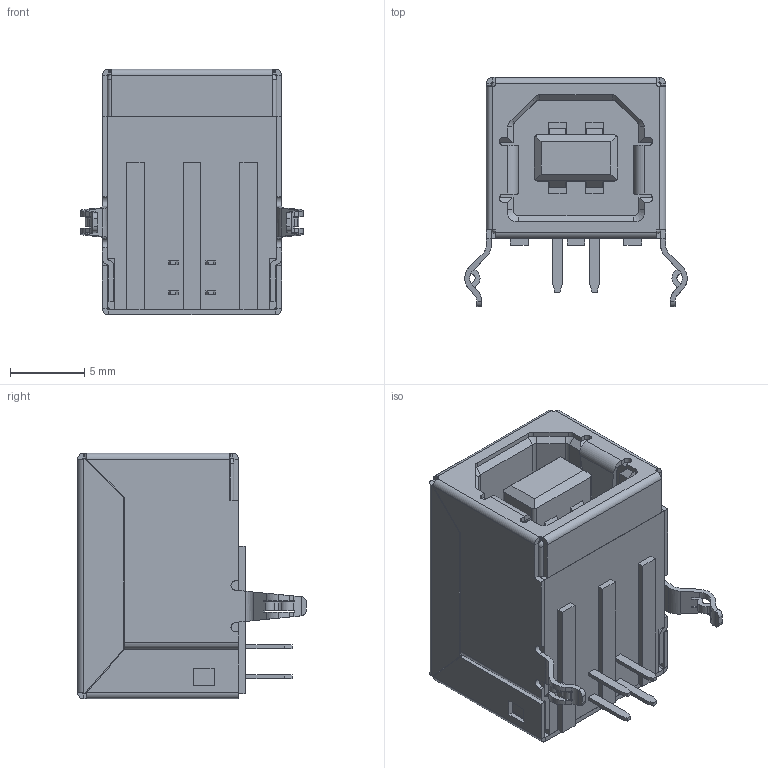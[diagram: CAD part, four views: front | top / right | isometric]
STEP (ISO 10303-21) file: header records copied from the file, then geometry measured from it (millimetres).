
FILE_DESCRIPTION (( 'STEP AP214' ), '1' );
FILE_NAME ('SS-52300-001.STEP', '2020-12-04T07:36:47', ( '' ), ( '' ), 'SwSTEP 2.0', 'SolidWorks 2017', '' );
FILE_SCHEMA (( 'AUTOMOTIVE_DESIGN' ));
Length unit declared in the file: millimetre
Products named in the file (2): SS-52300-001
Assembly tree (1 placements, depth 2):
  SS-52300-001
    SS-52300-001
Bounding box: 14.93 x 15.37 x 16.5 mm (x, y, z)
Volume: 1683.6 mm3; surface area: 3176.2 mm2
Topology: 10 solids, 10 shells, 459 faces, 1202 edges, 754 vertices
Faces by surface type: plane 328, cylinder 119, torus 6, cone 6
Entity records: 14037 total; most frequent: CARTESIAN_POINT 2575, ORIENTED_EDGE 2404, DIRECTION 2310, EDGE_CURVE 1202, LINE 916, VECTOR 916, VERTEX_POINT 754, AXIS2_PLACEMENT_3D 697
